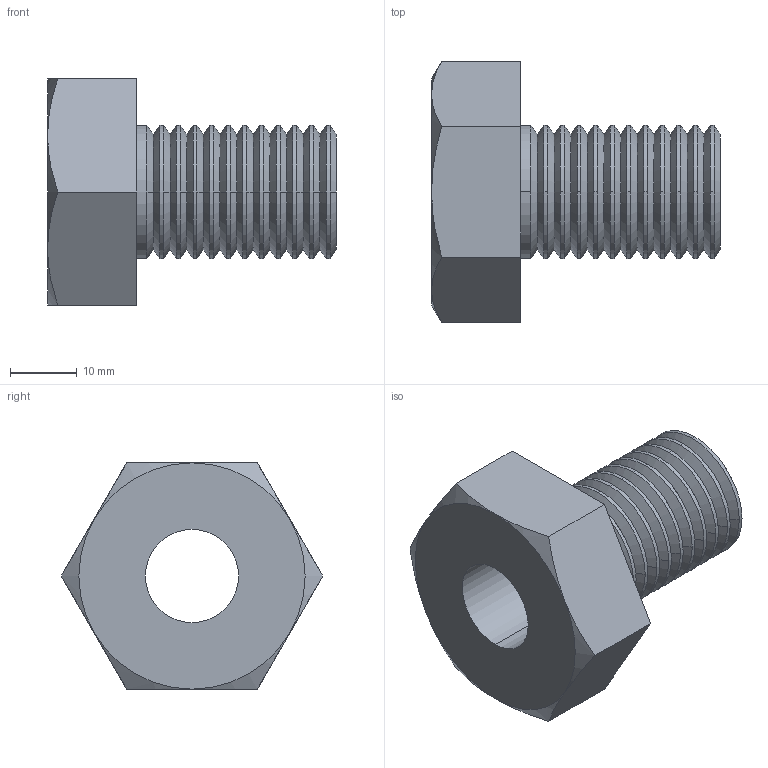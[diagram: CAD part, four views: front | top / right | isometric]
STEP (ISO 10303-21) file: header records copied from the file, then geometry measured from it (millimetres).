
FILE_DESCRIPTION (( 'STEP AP214' ), '1' );
FILE_NAME ('M20x30mm_hex.STEP', '2021-01-06T18:00:00', ( '' ), ( '' ), 'SwSTEP 2.0', 'SolidWorks 2019', '' );
FILE_SCHEMA (( 'AUTOMOTIVE_DESIGN' ));
Length unit declared in the file: millimetre
Products named in the file (1): M20x30mm_hex
Bounding box: 43.4 x 39.26 x 34 mm (x, y, z)
Volume: 15205.3 mm3; surface area: 7806.3 mm2
Topology: 1 solids, 1 shells, 87 faces, 224 edges, 140 vertices
Faces by surface type: cone 52, cylinder 26, plane 9
Entity records: 2976 total; most frequent: CARTESIAN_POINT 732, DIRECTION 516, ORIENTED_EDGE 448, EDGE_CURVE 224, AXIS2_PLACEMENT_3D 216, VERTEX_POINT 140, CIRCLE 128, EDGE_LOOP 90
